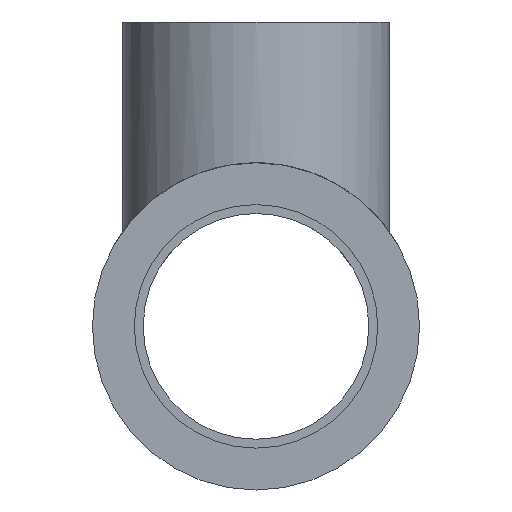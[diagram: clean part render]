
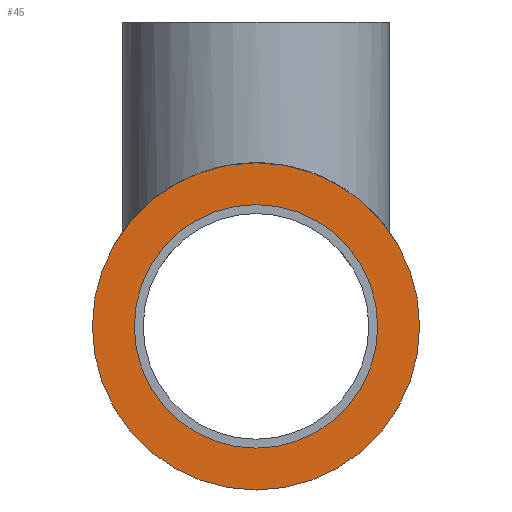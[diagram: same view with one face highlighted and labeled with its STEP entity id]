
A CAD part, left-side view. The second image highlights one B-rep face of the part: STEP entity #45.
In plain terms, the highlighted planar face has unit normal (-1, 0, 0).
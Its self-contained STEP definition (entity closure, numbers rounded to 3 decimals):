
#45 = ADVANCED_FACE( '', ( #97, #98 ), #99, .F. );
#97 = FACE_BOUND( '', #158, .T. );
#98 = FACE_OUTER_BOUND( '', #159, .T. );
#99 = PLANE( '', #160 );
#158 = EDGE_LOOP( '', ( #221 ) );
#159 = EDGE_LOOP( '', ( #222 ) );
#160 = AXIS2_PLACEMENT_3D( '', #223, #224, #225 );
#221 = ORIENTED_EDGE( '', *, *, #288, .T. );
#222 = ORIENTED_EDGE( '', *, *, #277, .F. );
#223 = CARTESIAN_POINT( '', ( -59.5, 0., 0. ) );
#224 = DIRECTION( '', ( 1., 0., 0. ) );
#225 = DIRECTION( '', ( 0., 0., -1. ) );
#277 = EDGE_CURVE( '', #305, #305, #306, .T. );
#288 = EDGE_CURVE( '', #323, #323, #324, .T. );
#305 = VERTEX_POINT( '', #346 );
#306 = CIRCLE( '', #347, 21.5 );
#323 = VERTEX_POINT( '', #487 );
#324 = CIRCLE( '', #488, 16. );
#346 = CARTESIAN_POINT( '', ( -59.5, 21.5, 0. ) );
#347 = AXIS2_PLACEMENT_3D( '', #617, #618, #619 );
#487 = CARTESIAN_POINT( '', ( -59.5, 0., -16. ) );
#488 = AXIS2_PLACEMENT_3D( '', #635, #636, #637 );
#617 = CARTESIAN_POINT( '', ( -59.5, 0., 0. ) );
#618 = DIRECTION( '', ( 1., 0., 0. ) );
#619 = DIRECTION( '', ( 0., 1., 0. ) );
#635 = CARTESIAN_POINT( '', ( -59.5, 0., 0. ) );
#636 = DIRECTION( '', ( 1., 0., 0. ) );
#637 = DIRECTION( '', ( 0., 0., -1. ) );
